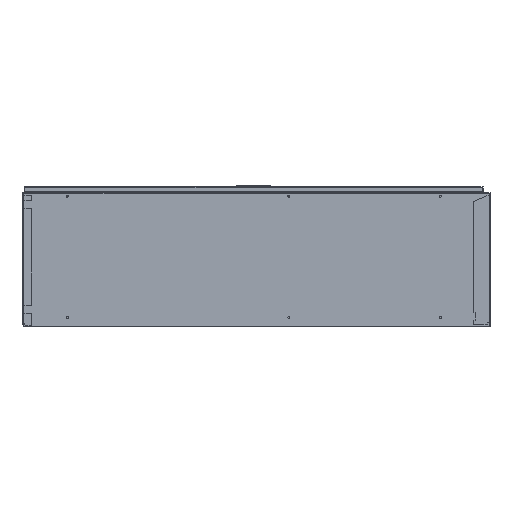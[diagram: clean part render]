
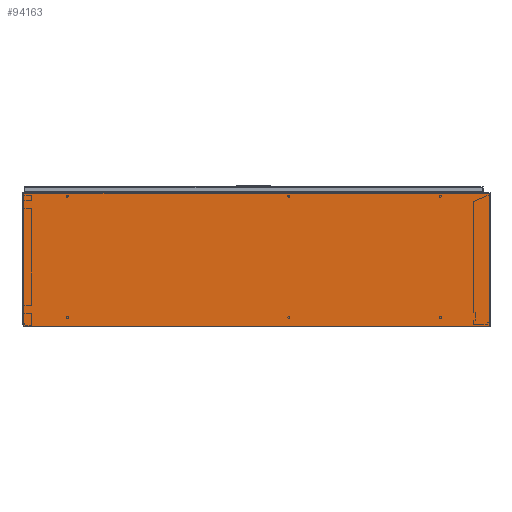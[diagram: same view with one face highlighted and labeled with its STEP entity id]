
A CAD part, left-side view. The second image highlights one B-rep face of the part: STEP entity #94163.
In plain terms, the highlighted planar face has unit normal (-1, 0, 0).
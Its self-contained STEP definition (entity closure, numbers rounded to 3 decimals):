
#824 = CARTESIAN_POINT ( 'NONE',  ( -150., 1000., 572.75 ) ) ;
#3032 = VERTEX_POINT ( 'NONE', #21567 ) ;
#3430 = EDGE_LOOP ( 'NONE', ( #100381, #94705, #3949, #48438, #98457, #45481, #92186, #19178 ) ) ;
#3949 = ORIENTED_EDGE ( 'NONE', *, *, #20672, .F. ) ;
#4682 = CARTESIAN_POINT ( 'NONE',  ( -150., -1000., 0. ) ) ;
#7887 = VERTEX_POINT ( 'NONE', #39605 ) ;
#8096 = DIRECTION ( 'NONE',  ( 0., 0., 1. ) ) ;
#8961 = CARTESIAN_POINT ( 'NONE',  ( -150., 1000., 574.25 ) ) ;
#9217 = VERTEX_POINT ( 'NONE', #86647 ) ;
#10363 = CARTESIAN_POINT ( 'NONE',  ( -150., 998.5, 572.75 ) ) ;
#10950 = VECTOR ( 'NONE', #50735, 1000. ) ;
#15762 = CARTESIAN_POINT ( 'NONE',  ( -150., -998.5, 572.65 ) ) ;
#15958 = EDGE_CURVE ( 'NONE', #3032, #26733, #42059, .T. ) ;
#16189 = EDGE_CURVE ( 'NONE', #31010, #73786, #94865, .T. ) ;
#18430 = VECTOR ( 'NONE', #72478, 1000. ) ;
#19178 = ORIENTED_EDGE ( 'NONE', *, *, #70432, .F. ) ;
#20672 = EDGE_CURVE ( 'NONE', #65442, #26733, #81551, .T. ) ;
#20976 = VECTOR ( 'NONE', #61301, 1000. ) ;
#21567 = CARTESIAN_POINT ( 'NONE',  ( -150., 1000., 572.65 ) ) ;
#26675 = EDGE_CURVE ( 'NONE', #65442, #7887, #87637, .T. ) ;
#26733 = VERTEX_POINT ( 'NONE', #69025 ) ;
#30700 = PLANE ( 'NONE',  #99587 ) ;
#31010 = VERTEX_POINT ( 'NONE', #824 ) ;
#31031 = CARTESIAN_POINT ( 'NONE',  ( -150., -998.5, 574.25 ) ) ;
#33403 = CARTESIAN_POINT ( 'NONE',  ( -150., 0., -0.75 ) ) ;
#35770 = LINE ( 'NONE', #15762, #54350 ) ;
#38186 = CARTESIAN_POINT ( 'NONE',  ( -150., 998.5, 0.75 ) ) ;
#39605 = CARTESIAN_POINT ( 'NONE',  ( -150., -1000., 574.25 ) ) ;
#42059 = LINE ( 'NONE', #63423, #20976 ) ;
#43167 = LINE ( 'NONE', #53584, #64224 ) ;
#45481 = ORIENTED_EDGE ( 'NONE', *, *, #59370, .T. ) ;
#45708 = VECTOR ( 'NONE', #60084, 1000. ) ;
#46600 = VECTOR ( 'NONE', #8096, 1000. ) ;
#47363 = DIRECTION ( 'NONE',  ( -1., 0., 0. ) ) ;
#48438 = ORIENTED_EDGE ( 'NONE', *, *, #26675, .T. ) ;
#48576 = CARTESIAN_POINT ( 'NONE',  ( -150., 1000., 572.75 ) ) ;
#50735 = DIRECTION ( 'NONE',  ( 0., -1., 0. ) ) ;
#53584 = CARTESIAN_POINT ( 'NONE',  ( -150., 1000., 574.25 ) ) ;
#54350 = VECTOR ( 'NONE', #86921, 1000. ) ;
#55880 = VERTEX_POINT ( 'NONE', #8961 ) ;
#56481 = EDGE_CURVE ( 'NONE', #9217, #3032, #35770, .T. ) ;
#57656 = FACE_OUTER_BOUND ( 'NONE', #3430, .T. ) ;
#59370 = EDGE_CURVE ( 'NONE', #55880, #31010, #43167, .T. ) ;
#60084 = DIRECTION ( 'NONE',  ( 0., 0., 1. ) ) ;
#61301 = DIRECTION ( 'NONE',  ( 0., 0., -1. ) ) ;
#63423 = CARTESIAN_POINT ( 'NONE',  ( -150., 1000., 0. ) ) ;
#63559 = DIRECTION ( 'NONE',  ( 0., 1., 0. ) ) ;
#64224 = VECTOR ( 'NONE', #100543, 1000. ) ;
#65442 = VERTEX_POINT ( 'NONE', #66182 ) ;
#66182 = CARTESIAN_POINT ( 'NONE',  ( -150., -1000., -0.75 ) ) ;
#67624 = LINE ( 'NONE', #38186, #46600 ) ;
#69025 = CARTESIAN_POINT ( 'NONE',  ( -150., 1000., -0.75 ) ) ;
#70432 = EDGE_CURVE ( 'NONE', #9217, #73786, #67624, .T. ) ;
#71645 = EDGE_CURVE ( 'NONE', #7887, #55880, #94587, .T. ) ;
#72478 = DIRECTION ( 'NONE',  ( 0., 1., 0. ) ) ;
#73786 = VERTEX_POINT ( 'NONE', #10363 ) ;
#73816 = VECTOR ( 'NONE', #63559, 1000. ) ;
#81551 = LINE ( 'NONE', #33403, #18430 ) ;
#86647 = CARTESIAN_POINT ( 'NONE',  ( -150., 998.5, 572.65 ) ) ;
#86921 = DIRECTION ( 'NONE',  ( 0., 1., 0. ) ) ;
#87637 = LINE ( 'NONE', #4682, #45708 ) ;
#92186 = ORIENTED_EDGE ( 'NONE', *, *, #16189, .T. ) ;
#94163 = ADVANCED_FACE ( 'NONE', ( #57656 ), #30700, .T. ) ;
#94388 = CARTESIAN_POINT ( 'NONE',  ( -150., -998.5, 0.75 ) ) ;
#94587 = LINE ( 'NONE', #31031, #73816 ) ;
#94705 = ORIENTED_EDGE ( 'NONE', *, *, #15958, .T. ) ;
#94865 = LINE ( 'NONE', #48576, #10950 ) ;
#98457 = ORIENTED_EDGE ( 'NONE', *, *, #71645, .T. ) ;
#99587 = AXIS2_PLACEMENT_3D ( 'NONE', #94388, #47363, #102254 ) ;
#100381 = ORIENTED_EDGE ( 'NONE', *, *, #56481, .T. ) ;
#100543 = DIRECTION ( 'NONE',  ( 0., 0., -1. ) ) ;
#102254 = DIRECTION ( 'NONE',  ( 0., 0., 1. ) ) ;
